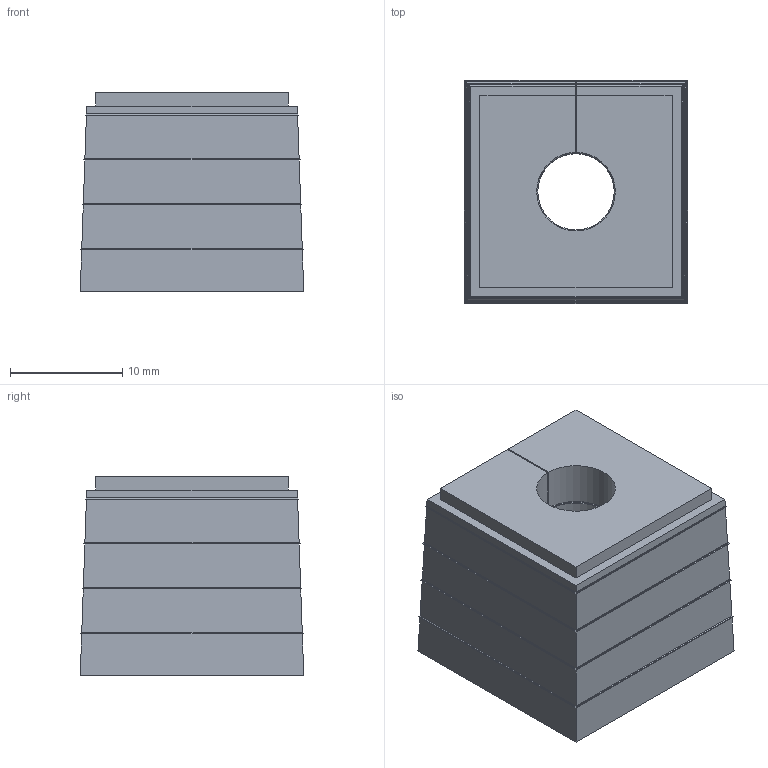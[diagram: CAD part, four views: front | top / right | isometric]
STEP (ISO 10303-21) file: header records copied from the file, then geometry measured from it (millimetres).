
FILE_DESCRIPTION(/* description */ (''),/* implementation_level */ '2;1');
FILE_NAME(/* name */ '28526_4_KDS-DE_6-7.stp',/* time_stamp */ '2023-10-17T09:51:58+02:00',/* author */ (''),/* organization */ (''),/* preprocessor_version */ 'ST-DEVELOPER v19.3',/* originating_system */ 'SIEMENS PLM Software NX2212.1700',/* authorisation */ '');
FILE_SCHEMA (('AUTOMOTIVE_DESIGN { 1 0 10303 214 3 1 1 1 }'));
Length unit declared in the file: millimetre
Products named in the file (1): 28526_4_KDS-DE_6-7
Bounding box: 19.9 x 19.9 x 17.7 mm (x, y, z)
Volume: 5819.4 mm3; surface area: 2694.4 mm2
Topology: 1 solids, 1 shells, 98 faces, 257 edges, 166 vertices
Faces by surface type: plane 79, cylinder 7, extrusion 7, cone 5
Full cylindrical faces by diameter (mm): 3.5 x1
Entity records: 3162 total; most frequent: CARTESIAN_POINT 789, ORIENTED_EDGE 512, DIRECTION 424, EDGE_CURVE 256, VECTOR 200, LINE 193, VERTEX_POINT 166, AXIS2_PLACEMENT_3D 112
